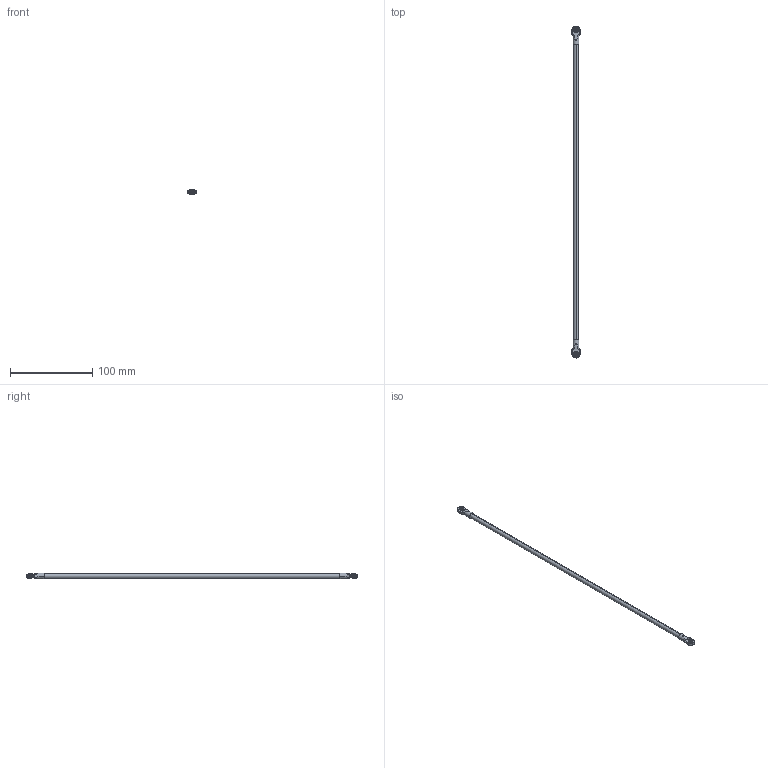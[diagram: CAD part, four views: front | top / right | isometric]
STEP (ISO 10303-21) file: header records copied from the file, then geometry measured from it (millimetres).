
FILE_DESCRIPTION (( 'STEP AP203' ), '1' );
FILE_NAME ('assembled_rod.step', '2016-03-08T04:38:32', ( '' ), ( '' ), 'SwSTEP 2.0', 'SolidWorks 2015', '' );
FILE_SCHEMA (( 'CONFIG_CONTROL_DESIGN' ));
Length unit declared in the file: millimetre
Products named in the file (5): ball^Traxxas_5347; Traxxas_5347; connector^Traxxas_5347; assembled_rod; rod_6mm4mm
Assembly tree (5 placements, depth 3):
  assembled_rod
    rod_6mm4mm
    Traxxas_5347  x2
      connector^Traxxas_5347
      ball^Traxxas_5347
Bounding box: 9.91 x 404.13 x 7.3 mm (x, y, z)
Volume: 6976.4 mm3; surface area: 13149.7 mm2
Topology: 5 solids, 5 shells, 114 faces, 276 edges, 170 vertices
Faces by surface type: plane 48, cylinder 42, torus 12, cone 8, sphere 4
Entity records: 2277 total; most frequent: DIRECTION 329, CARTESIAN_POINT 327, ORIENTED_EDGE 278, EDGE_CURVE 139, AXIS2_PLACEMENT_3D 132, VERTEX_POINT 86, EDGE_LOOP 67, VECTOR 65
